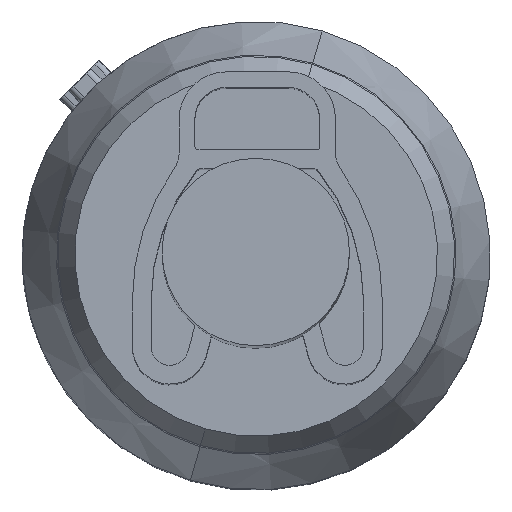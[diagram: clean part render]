
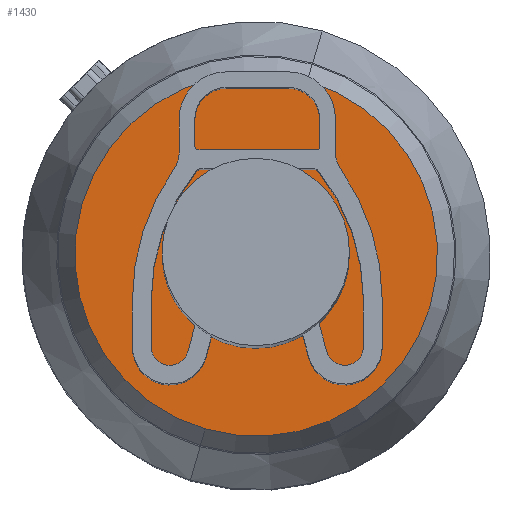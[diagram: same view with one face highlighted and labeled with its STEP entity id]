
A CAD part, top view. The second image highlights one B-rep face of the part: STEP entity #1430.
In plain terms, the highlighted planar face has unit normal (0, 0, 1).
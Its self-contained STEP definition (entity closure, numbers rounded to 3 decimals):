
#1324=AXIS2_PLACEMENT_3D('Circle Axis2P3D',#1322,#1323,$) ;
#1364=AXIS2_PLACEMENT_3D('Circle Axis2P3D',#1362,#1363,$) ;
#1406=AXIS2_PLACEMENT_3D('Plane Axis2P3D',#1403,#1404,#1405) ;
#1410=AXIS2_PLACEMENT_3D('Circle Axis2P3D',#1408,#1409,$) ;
#1419=AXIS2_PLACEMENT_3D('Circle Axis2P3D',#1417,#1418,$) ;
#1317=CARTESIAN_POINT('Vertex',(10.485,7.505,44.)) ;
#1322=CARTESIAN_POINT('Axis2P3D Location',(7.485,7.505,44.)) ;
#1326=CARTESIAN_POINT('Vertex',(4.485,7.505,44.)) ;
#1362=CARTESIAN_POINT('Axis2P3D Location',(7.485,7.505,44.)) ;
#1403=CARTESIAN_POINT('Axis2P3D Location',(11.609,11.609,44.)) ;
#1408=CARTESIAN_POINT('Axis2P3D Location',(7.5,7.5,44.)) ;
#1412=CARTESIAN_POINT('Vertex',(9.136,13.076,44.)) ;
#1414=CARTESIAN_POINT('Vertex',(5.864,1.924,44.)) ;
#1417=CARTESIAN_POINT('Axis2P3D Location',(7.5,7.5,44.)) ;
#1323=DIRECTION('Axis2P3D Direction',(0.,0.,1.)) ;
#1363=DIRECTION('Axis2P3D Direction',(0.,0.,1.)) ;
#1404=DIRECTION('Axis2P3D Direction',(0.,0.,1.)) ;
#1405=DIRECTION('Axis2P3D XDirection',(-0.707,0.707,0.)) ;
#1409=DIRECTION('Axis2P3D Direction',(0.,0.,1.)) ;
#1418=DIRECTION('Axis2P3D Direction',(0.,0.,1.)) ;
#1423=ORIENTED_EDGE('',*,*,#1416,.T.) ;
#1424=ORIENTED_EDGE('',*,*,#1421,.T.) ;
#1427=ORIENTED_EDGE('',*,*,#1328,.F.) ;
#1428=ORIENTED_EDGE('',*,*,#1366,.F.) ;
#1429=FACE_BOUND('',#1426,.T.) ;
#1430=ADVANCED_FACE('Hauptk\X2\00F6\X0\rper',(#1425,#1429),#1407,.T.) ;
#1325=CIRCLE('generated circle',#1324,3.) ;
#1365=CIRCLE('generated circle',#1364,3.) ;
#1411=CIRCLE('generated circle',#1410,5.811) ;
#1420=CIRCLE('generated circle',#1419,5.811) ;
#1328=EDGE_CURVE('',#1318,#1327,#1325,.T.) ;
#1366=EDGE_CURVE('',#1327,#1318,#1365,.T.) ;
#1416=EDGE_CURVE('',#1413,#1415,#1411,.T.) ;
#1421=EDGE_CURVE('',#1415,#1413,#1420,.T.) ;
#1422=EDGE_LOOP('',(#1423,#1424)) ;
#1426=EDGE_LOOP('',(#1427,#1428)) ;
#1425=FACE_OUTER_BOUND('',#1422,.T.) ;
#1407=PLANE('',#1406) ;
#1318=VERTEX_POINT('',#1317) ;
#1327=VERTEX_POINT('',#1326) ;
#1413=VERTEX_POINT('',#1412) ;
#1415=VERTEX_POINT('',#1414) ;
